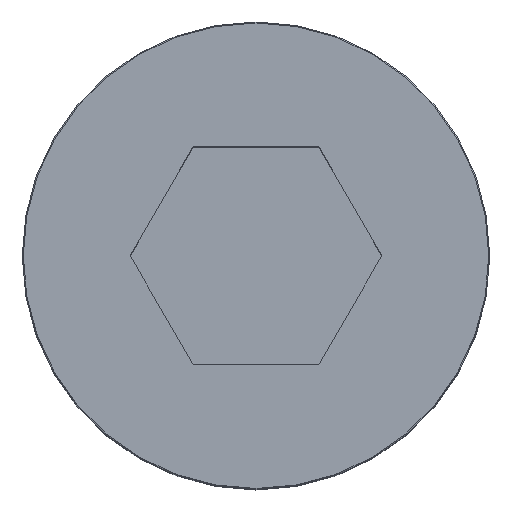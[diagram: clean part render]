
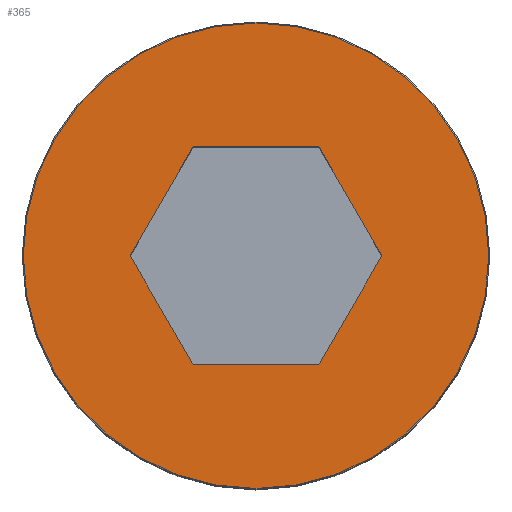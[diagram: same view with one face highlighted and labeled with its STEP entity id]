
A CAD part, top view. The second image highlights one B-rep face of the part: STEP entity #365.
In plain terms, the highlighted planar face has unit normal (0, 0, 1).
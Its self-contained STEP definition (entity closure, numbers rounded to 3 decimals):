
#238 = TOROIDAL_SURFACE('',#239,6.472,0.028);
#239 = AXIS2_PLACEMENT_3D('',#240,#241,#242);
#240 = CARTESIAN_POINT('',(0.,0.,7.972));
#241 = DIRECTION('',(0.,0.,1.));
#242 = DIRECTION('',(0.,1.,0.));
#311 = VERTEX_POINT('',#312);
#312 = CARTESIAN_POINT('',(0.,6.472,8.));
#334 = EDGE_CURVE('',#311,#311,#335,.T.);
#335 = SURFACE_CURVE('',#336,(#341,#348),.PCURVE_S1.);
#336 = CIRCLE('',#337,6.472);
#337 = AXIS2_PLACEMENT_3D('',#338,#339,#340);
#338 = CARTESIAN_POINT('',(0.,0.,8.));
#339 = DIRECTION('',(0.,-0.,1.));
#340 = DIRECTION('',(0.,1.,0.));
#341 = PCURVE('',#238,#342);
#342 = DEFINITIONAL_REPRESENTATION('',(#343),#347);
#343 = LINE('',#344,#345);
#344 = CARTESIAN_POINT('',(0.,1.571));
#345 = VECTOR('',#346,1.);
#346 = DIRECTION('',(1.,0.));
#347 = ( GEOMETRIC_REPRESENTATION_CONTEXT(2) 
PARAMETRIC_REPRESENTATION_CONTEXT() REPRESENTATION_CONTEXT('2D SPACE',''
  ) );
#348 = PCURVE('',#349,#354);
#349 = PLANE('',#350);
#350 = AXIS2_PLACEMENT_3D('',#351,#352,#353);
#351 = CARTESIAN_POINT('',(0.,0.,8.));
#352 = DIRECTION('',(0.,0.,1.));
#353 = DIRECTION('',(0.,1.,0.));
#354 = DEFINITIONAL_REPRESENTATION('',(#355),#359);
#355 = CIRCLE('',#356,6.472);
#356 = AXIS2_PLACEMENT_2D('',#357,#358);
#357 = CARTESIAN_POINT('',(0.,0.));
#358 = DIRECTION('',(1.,0.));
#359 = ( GEOMETRIC_REPRESENTATION_CONTEXT(2) 
PARAMETRIC_REPRESENTATION_CONTEXT() REPRESENTATION_CONTEXT('2D SPACE',''
  ) );
#365 = ADVANCED_FACE('',(#366,#369),#349,.T.);
#366 = FACE_BOUND('',#367,.T.);
#367 = EDGE_LOOP('',(#368));
#368 = ORIENTED_EDGE('',*,*,#334,.T.);
#369 = FACE_BOUND('',#370,.T.);
#370 = EDGE_LOOP('',(#371,#401,#429,#457,#485,#513));
#371 = ORIENTED_EDGE('',*,*,#372,.F.);
#372 = EDGE_CURVE('',#373,#375,#377,.T.);
#373 = VERTEX_POINT('',#374);
#374 = CARTESIAN_POINT('',(-1.749,-3.03,8.));
#375 = VERTEX_POINT('',#376);
#376 = CARTESIAN_POINT('',(1.749,-3.03,8.));
#377 = SURFACE_CURVE('',#378,(#382,#389),.PCURVE_S1.);
#378 = LINE('',#379,#380);
#379 = CARTESIAN_POINT('',(-1.749,-3.03,8.));
#380 = VECTOR('',#381,1.);
#381 = DIRECTION('',(1.,0.,0.));
#382 = PCURVE('',#349,#383);
#383 = DEFINITIONAL_REPRESENTATION('',(#384),#388);
#384 = LINE('',#385,#386);
#385 = CARTESIAN_POINT('',(-3.03,1.749));
#386 = VECTOR('',#387,1.);
#387 = DIRECTION('',(0.,-1.));
#388 = ( GEOMETRIC_REPRESENTATION_CONTEXT(2) 
PARAMETRIC_REPRESENTATION_CONTEXT() REPRESENTATION_CONTEXT('2D SPACE',''
  ) );
#389 = PCURVE('',#390,#395);
#390 = PLANE('',#391);
#391 = AXIS2_PLACEMENT_3D('',#392,#393,#394);
#392 = CARTESIAN_POINT('',(-1.749,-3.03,8.));
#393 = DIRECTION('',(0.,-1.,0.));
#394 = DIRECTION('',(1.,0.,0.));
#395 = DEFINITIONAL_REPRESENTATION('',(#396),#400);
#396 = LINE('',#397,#398);
#397 = CARTESIAN_POINT('',(0.,0.));
#398 = VECTOR('',#399,1.);
#399 = DIRECTION('',(1.,0.));
#400 = ( GEOMETRIC_REPRESENTATION_CONTEXT(2) 
PARAMETRIC_REPRESENTATION_CONTEXT() REPRESENTATION_CONTEXT('2D SPACE',''
  ) );
#401 = ORIENTED_EDGE('',*,*,#402,.F.);
#402 = EDGE_CURVE('',#403,#373,#405,.T.);
#403 = VERTEX_POINT('',#404);
#404 = CARTESIAN_POINT('',(-3.499,0.,8.));
#405 = SURFACE_CURVE('',#406,(#410,#417),.PCURVE_S1.);
#406 = LINE('',#407,#408);
#407 = CARTESIAN_POINT('',(-3.499,0.,8.));
#408 = VECTOR('',#409,1.);
#409 = DIRECTION('',(0.5,-0.866,0.));
#410 = PCURVE('',#349,#411);
#411 = DEFINITIONAL_REPRESENTATION('',(#412),#416);
#412 = LINE('',#413,#414);
#413 = CARTESIAN_POINT('',(0.,3.499));
#414 = VECTOR('',#415,1.);
#415 = DIRECTION('',(-0.866,-0.5));
#416 = ( GEOMETRIC_REPRESENTATION_CONTEXT(2) 
PARAMETRIC_REPRESENTATION_CONTEXT() REPRESENTATION_CONTEXT('2D SPACE',''
  ) );
#417 = PCURVE('',#418,#423);
#418 = PLANE('',#419);
#419 = AXIS2_PLACEMENT_3D('',#420,#421,#422);
#420 = CARTESIAN_POINT('',(-3.499,0.,8.));
#421 = DIRECTION('',(-0.866,-0.5,0.));
#422 = DIRECTION('',(0.5,-0.866,0.));
#423 = DEFINITIONAL_REPRESENTATION('',(#424),#428);
#424 = LINE('',#425,#426);
#425 = CARTESIAN_POINT('',(0.,0.));
#426 = VECTOR('',#427,1.);
#427 = DIRECTION('',(1.,0.));
#428 = ( GEOMETRIC_REPRESENTATION_CONTEXT(2) 
PARAMETRIC_REPRESENTATION_CONTEXT() REPRESENTATION_CONTEXT('2D SPACE',''
  ) );
#429 = ORIENTED_EDGE('',*,*,#430,.F.);
#430 = EDGE_CURVE('',#431,#403,#433,.T.);
#431 = VERTEX_POINT('',#432);
#432 = CARTESIAN_POINT('',(-1.749,3.03,8.));
#433 = SURFACE_CURVE('',#434,(#438,#445),.PCURVE_S1.);
#434 = LINE('',#435,#436);
#435 = CARTESIAN_POINT('',(-1.749,3.03,8.));
#436 = VECTOR('',#437,1.);
#437 = DIRECTION('',(-0.5,-0.866,0.));
#438 = PCURVE('',#349,#439);
#439 = DEFINITIONAL_REPRESENTATION('',(#440),#444);
#440 = LINE('',#441,#442);
#441 = CARTESIAN_POINT('',(3.03,1.749));
#442 = VECTOR('',#443,1.);
#443 = DIRECTION('',(-0.866,0.5));
#444 = ( GEOMETRIC_REPRESENTATION_CONTEXT(2) 
PARAMETRIC_REPRESENTATION_CONTEXT() REPRESENTATION_CONTEXT('2D SPACE',''
  ) );
#445 = PCURVE('',#446,#451);
#446 = PLANE('',#447);
#447 = AXIS2_PLACEMENT_3D('',#448,#449,#450);
#448 = CARTESIAN_POINT('',(-1.749,3.03,8.));
#449 = DIRECTION('',(-0.866,0.5,0.));
#450 = DIRECTION('',(-0.5,-0.866,0.));
#451 = DEFINITIONAL_REPRESENTATION('',(#452),#456);
#452 = LINE('',#453,#454);
#453 = CARTESIAN_POINT('',(0.,0.));
#454 = VECTOR('',#455,1.);
#455 = DIRECTION('',(1.,0.));
#456 = ( GEOMETRIC_REPRESENTATION_CONTEXT(2) 
PARAMETRIC_REPRESENTATION_CONTEXT() REPRESENTATION_CONTEXT('2D SPACE',''
  ) );
#457 = ORIENTED_EDGE('',*,*,#458,.F.);
#458 = EDGE_CURVE('',#459,#431,#461,.T.);
#459 = VERTEX_POINT('',#460);
#460 = CARTESIAN_POINT('',(1.749,3.03,8.));
#461 = SURFACE_CURVE('',#462,(#466,#473),.PCURVE_S1.);
#462 = LINE('',#463,#464);
#463 = CARTESIAN_POINT('',(1.749,3.03,8.));
#464 = VECTOR('',#465,1.);
#465 = DIRECTION('',(-1.,0.,0.));
#466 = PCURVE('',#349,#467);
#467 = DEFINITIONAL_REPRESENTATION('',(#468),#472);
#468 = LINE('',#469,#470);
#469 = CARTESIAN_POINT('',(3.03,-1.749));
#470 = VECTOR('',#471,1.);
#471 = DIRECTION('',(0.,1.));
#472 = ( GEOMETRIC_REPRESENTATION_CONTEXT(2) 
PARAMETRIC_REPRESENTATION_CONTEXT() REPRESENTATION_CONTEXT('2D SPACE',''
  ) );
#473 = PCURVE('',#474,#479);
#474 = PLANE('',#475);
#475 = AXIS2_PLACEMENT_3D('',#476,#477,#478);
#476 = CARTESIAN_POINT('',(1.749,3.03,8.));
#477 = DIRECTION('',(0.,1.,0.));
#478 = DIRECTION('',(-1.,0.,0.));
#479 = DEFINITIONAL_REPRESENTATION('',(#480),#484);
#480 = LINE('',#481,#482);
#481 = CARTESIAN_POINT('',(0.,0.));
#482 = VECTOR('',#483,1.);
#483 = DIRECTION('',(1.,0.));
#484 = ( GEOMETRIC_REPRESENTATION_CONTEXT(2) 
PARAMETRIC_REPRESENTATION_CONTEXT() REPRESENTATION_CONTEXT('2D SPACE',''
  ) );
#485 = ORIENTED_EDGE('',*,*,#486,.F.);
#486 = EDGE_CURVE('',#487,#459,#489,.T.);
#487 = VERTEX_POINT('',#488);
#488 = CARTESIAN_POINT('',(3.499,0.,8.));
#489 = SURFACE_CURVE('',#490,(#494,#501),.PCURVE_S1.);
#490 = LINE('',#491,#492);
#491 = CARTESIAN_POINT('',(3.499,0.,8.));
#492 = VECTOR('',#493,1.);
#493 = DIRECTION('',(-0.5,0.866,0.));
#494 = PCURVE('',#349,#495);
#495 = DEFINITIONAL_REPRESENTATION('',(#496),#500);
#496 = LINE('',#497,#498);
#497 = CARTESIAN_POINT('',(0.,-3.499));
#498 = VECTOR('',#499,1.);
#499 = DIRECTION('',(0.866,0.5));
#500 = ( GEOMETRIC_REPRESENTATION_CONTEXT(2) 
PARAMETRIC_REPRESENTATION_CONTEXT() REPRESENTATION_CONTEXT('2D SPACE',''
  ) );
#501 = PCURVE('',#502,#507);
#502 = PLANE('',#503);
#503 = AXIS2_PLACEMENT_3D('',#504,#505,#506);
#504 = CARTESIAN_POINT('',(3.499,0.,8.));
#505 = DIRECTION('',(0.866,0.5,0.));
#506 = DIRECTION('',(-0.5,0.866,0.));
#507 = DEFINITIONAL_REPRESENTATION('',(#508),#512);
#508 = LINE('',#509,#510);
#509 = CARTESIAN_POINT('',(0.,0.));
#510 = VECTOR('',#511,1.);
#511 = DIRECTION('',(1.,0.));
#512 = ( GEOMETRIC_REPRESENTATION_CONTEXT(2) 
PARAMETRIC_REPRESENTATION_CONTEXT() REPRESENTATION_CONTEXT('2D SPACE',''
  ) );
#513 = ORIENTED_EDGE('',*,*,#514,.F.);
#514 = EDGE_CURVE('',#375,#487,#515,.T.);
#515 = SURFACE_CURVE('',#516,(#520,#527),.PCURVE_S1.);
#516 = LINE('',#517,#518);
#517 = CARTESIAN_POINT('',(1.749,-3.03,8.));
#518 = VECTOR('',#519,1.);
#519 = DIRECTION('',(0.5,0.866,0.));
#520 = PCURVE('',#349,#521);
#521 = DEFINITIONAL_REPRESENTATION('',(#522),#526);
#522 = LINE('',#523,#524);
#523 = CARTESIAN_POINT('',(-3.03,-1.749));
#524 = VECTOR('',#525,1.);
#525 = DIRECTION('',(0.866,-0.5));
#526 = ( GEOMETRIC_REPRESENTATION_CONTEXT(2) 
PARAMETRIC_REPRESENTATION_CONTEXT() REPRESENTATION_CONTEXT('2D SPACE',''
  ) );
#527 = PCURVE('',#528,#533);
#528 = PLANE('',#529);
#529 = AXIS2_PLACEMENT_3D('',#530,#531,#532);
#530 = CARTESIAN_POINT('',(1.749,-3.03,8.));
#531 = DIRECTION('',(0.866,-0.5,0.));
#532 = DIRECTION('',(0.5,0.866,0.));
#533 = DEFINITIONAL_REPRESENTATION('',(#534),#538);
#534 = LINE('',#535,#536);
#535 = CARTESIAN_POINT('',(0.,0.));
#536 = VECTOR('',#537,1.);
#537 = DIRECTION('',(1.,0.));
#538 = ( GEOMETRIC_REPRESENTATION_CONTEXT(2) 
PARAMETRIC_REPRESENTATION_CONTEXT() REPRESENTATION_CONTEXT('2D SPACE',''
  ) );
